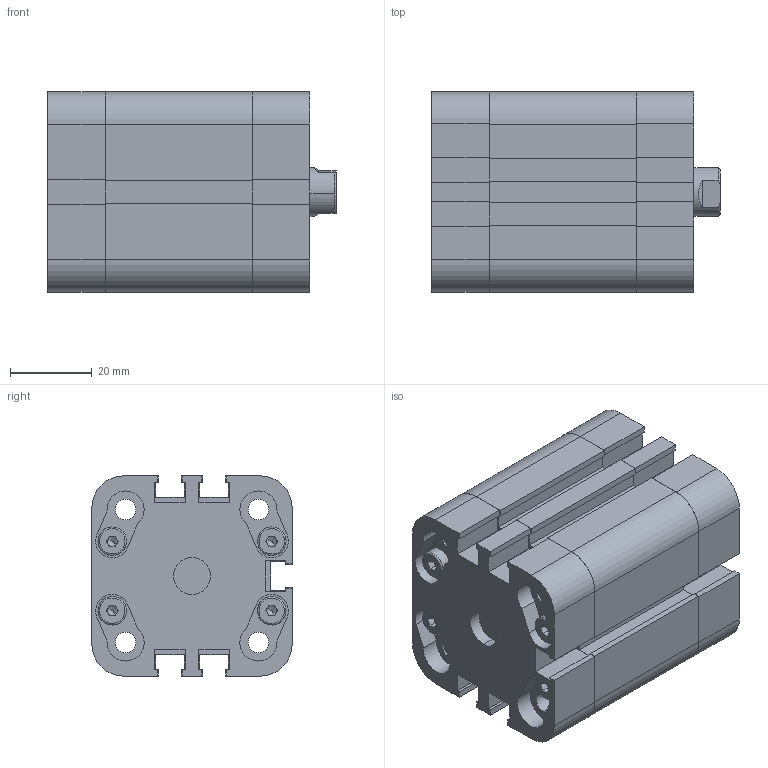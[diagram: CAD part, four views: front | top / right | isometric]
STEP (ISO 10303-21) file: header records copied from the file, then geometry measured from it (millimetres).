
FILE_DESCRIPTION (( 'STEP AP214' ), '1' );
FILE_NAME ('SM_006_032_0020_NP.STEP', '2019-11-14T08:14:30', ( '' ), ( '' ), 'SwSTEP 2.0', 'SolidWorks 2019', '' );
FILE_SCHEMA (( 'AUTOMOTIVE_DESIGN' ));
Length unit declared in the file: millimetre
Products named in the file (21): Pokrywa ty³ kpl^SM PSM_Pok tyˆ - D032; socket head thin cap screw_din_DIN 7984 - M4 x 18 --- 15.9N; Kopia SMART - U. typ Oring - pokrywa^Pokrywa prz kpl_SM PSM_U. typ Oring - D032; SM_006_032_0020_NP; T硂k kpl^SM PSM_T坥k kpl - D032; Kopia Pokrywa przód_Smart - Pok prz¢d - D032; Kopia Magnes^T³ok kpl_SM PSM_Magnes D032; Kopia SMART - U. t硂ka lu焠a^T硂k kpl_SM PSM_U. t坥ka lu玭a - D032; T³oczysko^SM PSM_Tˆoczysko - D032; Tuleja^SM PSM_Tuleja - D032; Kopia SMART - U. t硂czyska^Pokrywa prz骴 kpl_SM PSM_U. t坥czyska - D032; Sprêzyna SM_PSM_032_L1 napi©cie wst©pne; Kopia SMART - U. t硂ka wklejana^T硂k kpl_SM PSM_U. t坥ka wklejana - D032; socket head thin cap screw_din_DIN 7984 - M6 x 20 --- 17N; Kopia T硂k^T硂k kpl_SM PSM_T坥k - D032; Kopia SMART - U. typ Oring - pokrywa^Pokrywa tyｳ kpl_SM PSM_U. typ Oring - D032; Kopia Pierœcieñ prowadz¹cy^T³ok kpl_SM PSM_Pier˜cieä prowadz¥cy D032; Kopia SMART - U. t³oka S^T³ok kpl_SM PSM_U. tˆoka S - D032; Pokrywa przód kpl^SM PSM_Pokrywa prz¢d kpl - D032; Kopia Pokrywa ty³_Smart - Pok tyˆ - D032; Kopia Tuleja prowadz¹ca^Pokrywa przód kpl_SM PSM_Tuleja prowadz¥ca - D032
Assembly tree (27 placements, depth 3):
  SM_006_032_0020_NP
    Pokrywa przód kpl^SM PSM_Pokrywa prz¢d kpl - D032
      Kopia Pokrywa przód_Smart - Pok prz¢d - D032
      Kopia SMART - U. typ Oring - pokrywa^Pokrywa prz kpl_SM PSM_U. typ Oring - D032
      Kopia Tuleja prowadz¹ca^Pokrywa przód kpl_SM PSM_Tuleja prowadz¥ca - D032
      Kopia SMART - U. t硂czyska^Pokrywa prz骴 kpl_SM PSM_U. t坥czyska - D032
    Tuleja^SM PSM_Tuleja - D032
    Pokrywa ty³ kpl^SM PSM_Pok tyˆ - D032
      Kopia Pokrywa ty³_Smart - Pok tyˆ - D032
      Kopia SMART - U. typ Oring - pokrywa^Pokrywa tyｳ kpl_SM PSM_U. typ Oring - D032
    T硂k kpl^SM PSM_T坥k kpl - D032
      Kopia T硂k^T硂k kpl_SM PSM_T坥k - D032
      Kopia Magnes^T³ok kpl_SM PSM_Magnes D032
      Kopia Pierœcieñ prowadz¹cy^T³ok kpl_SM PSM_Pier˜cieä prowadz¥cy D032
      Kopia SMART - U. t硂ka lu焠a^T硂k kpl_SM PSM_U. t坥ka lu玭a - D032
      Kopia SMART - U. t硂ka wklejana^T硂k kpl_SM PSM_U. t坥ka wklejana - D032
      Kopia SMART - U. t³oka S^T³ok kpl_SM PSM_U. tˆoka S - D032
    T³oczysko^SM PSM_Tˆoczysko - D032
    socket head thin cap screw_din_DIN 7984 - M6 x 20 --- 17N
    socket head thin cap screw_din_DIN 7984 - M4 x 18 --- 15.9N  x8
    Sprêzyna SM_PSM_032_L1 napi©cie wst©pne
Bounding box: 70.5 x 49 x 49 mm (x, y, z)
Volume: 91865.2 mm3; surface area: 66947.3 mm2
Topology: 25 solids, 25 shells, 1021 faces, 2535 edges, 1622 vertices
Faces by surface type: plane 512, cylinder 278, bspline 118, cone 77, torus 36
Entity records: 33995 total; most frequent: CARTESIAN_POINT 12871, ORIENTED_EDGE 4242, DIRECTION 3966, EDGE_CURVE 2121, VERTEX_POINT 1391, AXIS2_PLACEMENT_3D 1348, VECTOR 1270, LINE 1270
